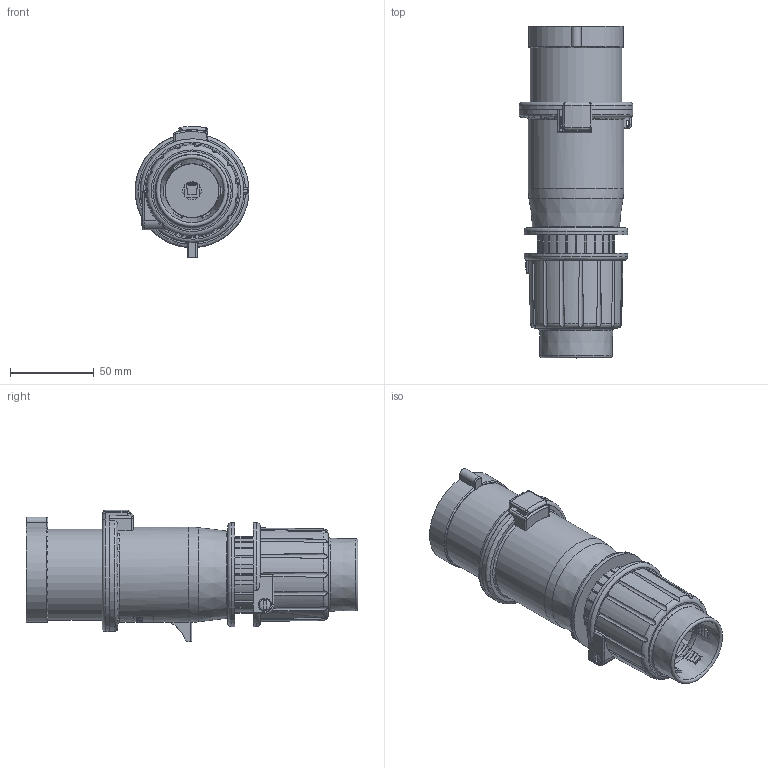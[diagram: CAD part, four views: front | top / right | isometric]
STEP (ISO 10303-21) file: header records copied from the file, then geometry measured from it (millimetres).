
FILE_DESCRIPTION(/* description */ (''),/* implementation_level */ '2;1');
FILE_NAME(/* name */ '4003555.stp',/* time_stamp */ '2019-11-04T08:10:57+01:00',/* author */ (''),/* organization */ (''),/* preprocessor_version */ 'ST-DEVELOPER v16.7',/* originating_system */ 'SIEMENS PLM Software NX 1888',/* authorisation */ '');
FILE_SCHEMA (('AUTOMOTIVE_DESIGN { 1 0 10303 214 3 1 1 1 }'));
Products named in the file (1): BSOMB26489C0fodv
Bounding box: 67.94 x 198.3 x 78.46 mm (x, y, z)
Volume: 171923 mm3; surface area: 143555 mm2
Topology: 12 solids, 12 shells, 1230 faces, 3280 edges, 2115 vertices
Faces by surface type: plane 489, cylinder 372, cone 135, torus 115, bspline 104, sphere 15
Full cylindrical faces by diameter (mm): 1.5 x1, 1.8 x3, 2 x1, 2.4 x1, 2.7 x3, 2.8 x6, 3 x1, 3.5 x1, 4.4 x3, 4.5 x1, 4.7 x3, 5 x3, 5.5 x2, 5.8 x1, 6 x3, 6.3 x2, 6.9 x1, 7 x1, 7.938 x1, 8 x2, 8.3 x3, 9.002 x1, 9.3 x1, 11 x3, 11.998 x1, 14.3 x1, 14.4 x1, 17.5 x1, 17.6 x1, 20.6 x1
Entity records: 51970 total; most frequent: CARTESIAN_POINT 23067, ORIENTED_EDGE 6148, DIRECTION 5625, EDGE_CURVE 3074, AXIS2_PLACEMENT_3D 2188, VERTEX_POINT 2059, EDGE_LOOP 1472, LINE 1249
